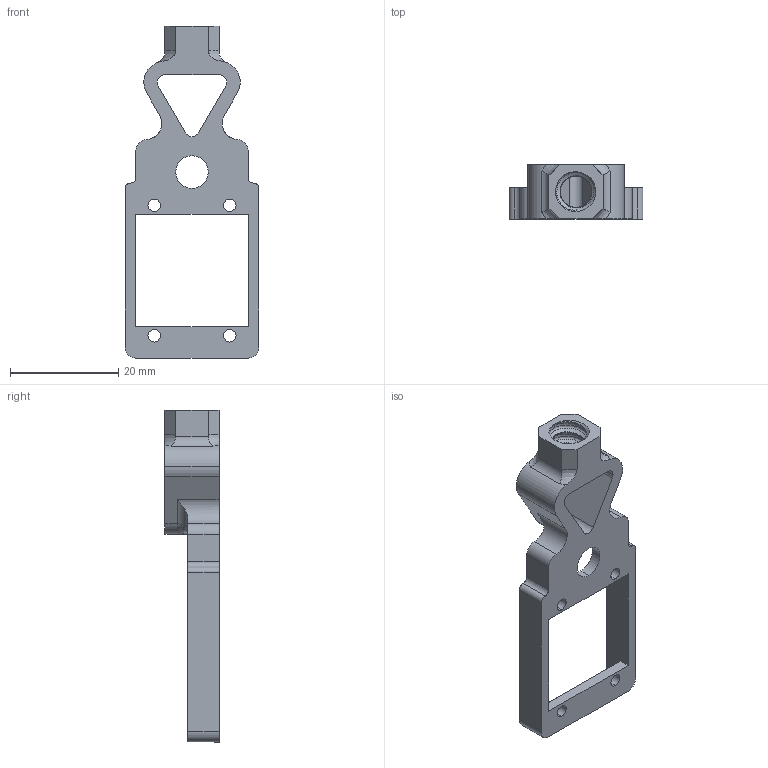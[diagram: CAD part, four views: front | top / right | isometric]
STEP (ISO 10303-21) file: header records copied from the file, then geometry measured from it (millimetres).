
FILE_DESCRIPTION (( 'STEP AP214' ), '1' );
FILE_NAME ('LED_holder.STEP', '2019-09-19T19:33:45', ( '' ), ( '' ), '', '', '' );
FILE_SCHEMA (( 'AUTOMOTIVE_DESIGN' ));
Length unit declared in the file: millimetre
Products named in the file (1): LED_holder
Bounding box: 24.72 x 10 x 61.36 mm (x, y, z)
Volume: 3329.6 mm3; surface area: 3801.3 mm2
Topology: 1 solids, 1 shells, 91 faces, 281 edges, 189 vertices
Faces by surface type: cylinder 40, plane 33, bspline 11, cone 5, torus 2
Entity records: 9453 total; most frequent: CARTESIAN_POINT 7008, ORIENTED_EDGE 558, DIRECTION 436, EDGE_CURVE 279, VERTEX_POINT 189, AXIS2_PLACEMENT_3D 151, LINE 134, VECTOR 134
